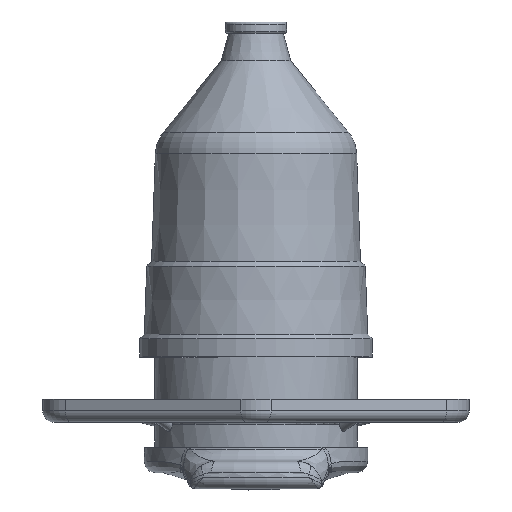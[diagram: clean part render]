
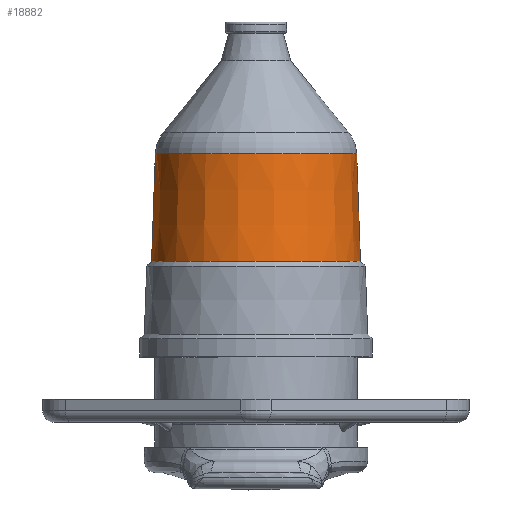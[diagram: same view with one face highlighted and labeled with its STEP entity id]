
A CAD part, top view. The second image highlights one B-rep face of the part: STEP entity #18882.
In plain terms, the highlighted conical face has half-angle 2 degrees and reference radius 22.499 mm.
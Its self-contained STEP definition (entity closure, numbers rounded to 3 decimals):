
#2573=CARTESIAN_POINT('',(0.,58.859,0.));
#2574=DIRECTION('',(0.,1.,0.));
#2575=DIRECTION('',(-1.,0.,0.));
#2576=AXIS2_PLACEMENT_3D('',#2573,#2574,#2575);
#2583=DIRECTION('',(-0.035,0.999,0.));
#2584=VECTOR('',#2583,23.573);
#2585=CARTESIAN_POINT('',(22.911,35.3,0.));
#2586=LINE('',#2585,#2584);
#2587=CARTESIAN_POINT('',(0.,35.3,0.));
#2588=DIRECTION('',(0.,1.,0.));
#2589=DIRECTION('',(-1.,0.,0.));
#2590=AXIS2_PLACEMENT_3D('',#2587,#2588,#2589);
#2592=DIRECTION('',(0.035,0.999,0.));
#2593=VECTOR('',#2592,23.573);
#2594=CARTESIAN_POINT('',(-22.911,35.3,0.));
#2595=LINE('',#2594,#2593);
#15281=CARTESIAN_POINT('',(-22.911,35.3,0.));
#15282=VERTEX_POINT('',#15281);
#15291=CARTESIAN_POINT('',(22.911,35.3,0.));
#15292=VERTEX_POINT('',#15291);
#15321=CARTESIAN_POINT('',(-22.088,58.859,0.));
#15322=CARTESIAN_POINT('',(22.088,58.859,0.));
#15323=VERTEX_POINT('',#15321);
#15324=VERTEX_POINT('',#15322);
#18871=CARTESIAN_POINT('',(0.,47.079,0.));
#18872=DIRECTION('',(0.,-1.,0.));
#18873=DIRECTION('',(1.,0.,0.));
#18874=AXIS2_PLACEMENT_3D('',#18871,#18872,#18873);
#18875=CONICAL_SURFACE('',#18874,22.499,2.);
#18876=ORIENTED_EDGE('',*,*,#18865,.T.);
#18877=ORIENTED_EDGE('',*,*,#18809,.F.);
#18878=ORIENTED_EDGE('',*,*,#18778,.F.);
#18879=ORIENTED_EDGE('',*,*,#18806,.T.);
#18880=EDGE_LOOP('',(#18876,#18877,#18878,#18879));
#18881=FACE_OUTER_BOUND('',#18880,.F.);
#18882=ADVANCED_FACE('',(#18881),#18875,.T.);
#2577=CIRCLE('',#2576,22.088);
#2591=CIRCLE('',#2590,22.911);
#18778=EDGE_CURVE('',#15282,#15292,#2591,.T.);
#18806=EDGE_CURVE('',#15282,#15323,#2595,.T.);
#18809=EDGE_CURVE('',#15292,#15324,#2586,.T.);
#18865=EDGE_CURVE('',#15323,#15324,#2577,.T.);
